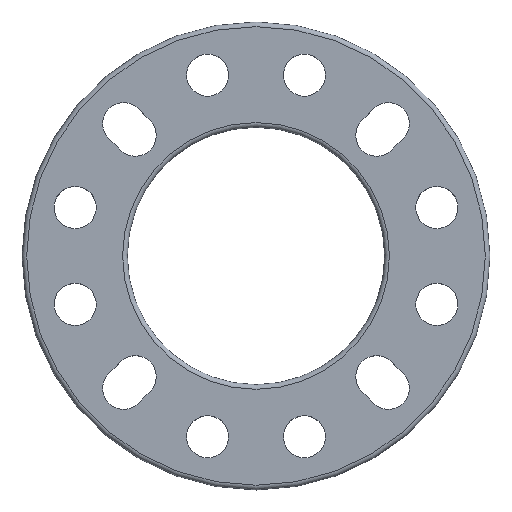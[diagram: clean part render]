
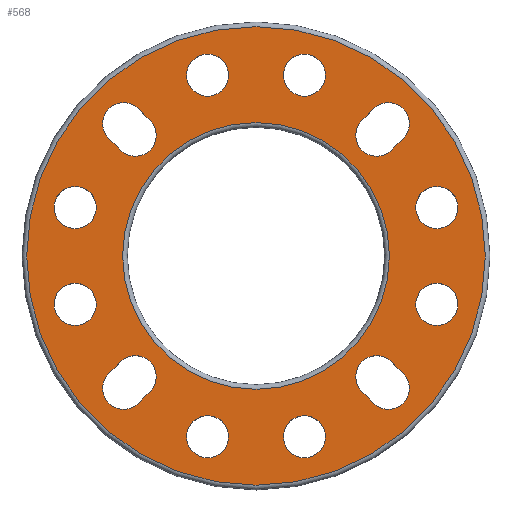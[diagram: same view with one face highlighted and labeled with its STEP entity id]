
A CAD part, top view. The second image highlights one B-rep face of the part: STEP entity #568.
In plain terms, the highlighted planar face has unit normal (0, 0, 1).
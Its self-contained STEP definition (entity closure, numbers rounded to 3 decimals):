
#22=LINE('',#928,#54);
#23=LINE('',#932,#55);
#24=LINE('',#936,#56);
#25=LINE('',#940,#57);
#26=LINE('',#944,#58);
#27=LINE('',#948,#59);
#28=LINE('',#952,#60);
#29=LINE('',#956,#61);
#54=VECTOR('',#758,7.);
#55=VECTOR('',#761,7.);
#56=VECTOR('',#764,7.);
#57=VECTOR('',#767,7.);
#58=VECTOR('',#770,7.);
#59=VECTOR('',#773,7.);
#60=VECTOR('',#776,7.);
#61=VECTOR('',#779,7.);
#79=PLANE('',#632);
#116=FACE_BOUND('',#197,.T.);
#117=FACE_BOUND('',#198,.T.);
#118=FACE_BOUND('',#199,.T.);
#119=FACE_BOUND('',#200,.T.);
#120=FACE_BOUND('',#201,.T.);
#121=FACE_BOUND('',#202,.T.);
#122=FACE_BOUND('',#203,.T.);
#123=FACE_BOUND('',#204,.T.);
#124=FACE_BOUND('',#205,.T.);
#125=FACE_BOUND('',#206,.T.);
#126=FACE_BOUND('',#207,.T.);
#127=FACE_BOUND('',#208,.T.);
#128=FACE_BOUND('',#209,.T.);
#129=FACE_BOUND('',#210,.T.);
#197=EDGE_LOOP('',(#444));
#198=EDGE_LOOP('',(#445));
#199=EDGE_LOOP('',(#446));
#200=EDGE_LOOP('',(#447));
#201=EDGE_LOOP('',(#448));
#202=EDGE_LOOP('',(#449));
#203=EDGE_LOOP('',(#450));
#204=EDGE_LOOP('',(#451));
#205=EDGE_LOOP('',(#452));
#206=EDGE_LOOP('',(#453,#454,#455,#456));
#207=EDGE_LOOP('',(#457,#458,#459,#460));
#208=EDGE_LOOP('',(#461,#462,#463,#464));
#209=EDGE_LOOP('',(#465,#466,#467,#468));
#210=EDGE_LOOP('',(#469));
#232=CIRCLE('',#592,9.);
#234=CIRCLE('',#595,9.);
#236=CIRCLE('',#598,9.);
#238=CIRCLE('',#601,9.);
#240=CIRCLE('',#604,9.);
#242=CIRCLE('',#607,9.);
#244=CIRCLE('',#610,9.);
#246=CIRCLE('',#613,9.);
#260=CIRCLE('',#631,57.);
#261=CIRCLE('',#633,98.);
#262=CIRCLE('',#634,9.);
#263=CIRCLE('',#635,9.);
#264=CIRCLE('',#636,9.);
#265=CIRCLE('',#637,9.);
#266=CIRCLE('',#638,9.);
#267=CIRCLE('',#639,9.);
#268=CIRCLE('',#640,9.);
#269=CIRCLE('',#641,9.);
#271=VERTEX_POINT('',#838);
#273=VERTEX_POINT('',#843);
#275=VERTEX_POINT('',#848);
#277=VERTEX_POINT('',#853);
#279=VERTEX_POINT('',#858);
#281=VERTEX_POINT('',#863);
#283=VERTEX_POINT('',#868);
#285=VERTEX_POINT('',#873);
#307=VERTEX_POINT('',#921);
#308=VERTEX_POINT('',#924);
#309=VERTEX_POINT('',#926);
#310=VERTEX_POINT('',#927);
#311=VERTEX_POINT('',#929);
#312=VERTEX_POINT('',#931);
#313=VERTEX_POINT('',#934);
#314=VERTEX_POINT('',#935);
#315=VERTEX_POINT('',#937);
#316=VERTEX_POINT('',#939);
#317=VERTEX_POINT('',#942);
#318=VERTEX_POINT('',#943);
#319=VERTEX_POINT('',#945);
#320=VERTEX_POINT('',#947);
#321=VERTEX_POINT('',#950);
#322=VERTEX_POINT('',#951);
#323=VERTEX_POINT('',#953);
#324=VERTEX_POINT('',#955);
#326=EDGE_CURVE('',#271,#271,#232,.T.);
#328=EDGE_CURVE('',#273,#273,#234,.T.);
#330=EDGE_CURVE('',#275,#275,#236,.T.);
#332=EDGE_CURVE('',#277,#277,#238,.T.);
#334=EDGE_CURVE('',#279,#279,#240,.T.);
#336=EDGE_CURVE('',#281,#281,#242,.T.);
#338=EDGE_CURVE('',#283,#283,#244,.T.);
#340=EDGE_CURVE('',#285,#285,#246,.T.);
#362=EDGE_CURVE('',#307,#307,#260,.T.);
#363=EDGE_CURVE('',#308,#308,#261,.T.);
#364=EDGE_CURVE('',#309,#310,#22,.T.);
#365=EDGE_CURVE('',#310,#311,#262,.T.);
#366=EDGE_CURVE('',#311,#312,#23,.T.);
#367=EDGE_CURVE('',#312,#309,#263,.T.);
#368=EDGE_CURVE('',#313,#314,#24,.T.);
#369=EDGE_CURVE('',#314,#315,#264,.T.);
#370=EDGE_CURVE('',#315,#316,#25,.T.);
#371=EDGE_CURVE('',#316,#313,#265,.T.);
#372=EDGE_CURVE('',#317,#318,#26,.T.);
#373=EDGE_CURVE('',#318,#319,#266,.T.);
#374=EDGE_CURVE('',#319,#320,#27,.T.);
#375=EDGE_CURVE('',#320,#317,#267,.T.);
#376=EDGE_CURVE('',#321,#322,#28,.T.);
#377=EDGE_CURVE('',#322,#323,#268,.T.);
#378=EDGE_CURVE('',#323,#324,#29,.T.);
#379=EDGE_CURVE('',#324,#321,#269,.T.);
#444=ORIENTED_EDGE('',*,*,#326,.T.);
#445=ORIENTED_EDGE('',*,*,#328,.T.);
#446=ORIENTED_EDGE('',*,*,#330,.T.);
#447=ORIENTED_EDGE('',*,*,#332,.T.);
#448=ORIENTED_EDGE('',*,*,#334,.T.);
#449=ORIENTED_EDGE('',*,*,#336,.T.);
#450=ORIENTED_EDGE('',*,*,#338,.T.);
#451=ORIENTED_EDGE('',*,*,#340,.T.);
#452=ORIENTED_EDGE('',*,*,#363,.F.);
#453=ORIENTED_EDGE('',*,*,#364,.T.);
#454=ORIENTED_EDGE('',*,*,#365,.T.);
#455=ORIENTED_EDGE('',*,*,#366,.T.);
#456=ORIENTED_EDGE('',*,*,#367,.T.);
#457=ORIENTED_EDGE('',*,*,#368,.T.);
#458=ORIENTED_EDGE('',*,*,#369,.T.);
#459=ORIENTED_EDGE('',*,*,#370,.T.);
#460=ORIENTED_EDGE('',*,*,#371,.T.);
#461=ORIENTED_EDGE('',*,*,#372,.T.);
#462=ORIENTED_EDGE('',*,*,#373,.T.);
#463=ORIENTED_EDGE('',*,*,#374,.T.);
#464=ORIENTED_EDGE('',*,*,#375,.T.);
#465=ORIENTED_EDGE('',*,*,#376,.T.);
#466=ORIENTED_EDGE('',*,*,#377,.T.);
#467=ORIENTED_EDGE('',*,*,#378,.T.);
#468=ORIENTED_EDGE('',*,*,#379,.T.);
#469=ORIENTED_EDGE('',*,*,#362,.F.);
#568=ADVANCED_FACE('',(#116,#117,#118,#119,#120,#121,#122,#123,#124,#125,
#126,#127,#128,#129),#79,.F.);
#592=AXIS2_PLACEMENT_3D('',#839,#666,#667);
#595=AXIS2_PLACEMENT_3D('',#844,#672,#673);
#598=AXIS2_PLACEMENT_3D('',#849,#678,#679);
#601=AXIS2_PLACEMENT_3D('',#854,#684,#685);
#604=AXIS2_PLACEMENT_3D('',#859,#690,#691);
#607=AXIS2_PLACEMENT_3D('',#864,#696,#697);
#610=AXIS2_PLACEMENT_3D('',#869,#702,#703);
#613=AXIS2_PLACEMENT_3D('',#874,#708,#709);
#631=AXIS2_PLACEMENT_3D('',#922,#752,#753);
#632=AXIS2_PLACEMENT_3D('',#923,#754,#755);
#633=AXIS2_PLACEMENT_3D('',#925,#756,#757);
#634=AXIS2_PLACEMENT_3D('',#930,#759,#760);
#635=AXIS2_PLACEMENT_3D('',#933,#762,#763);
#636=AXIS2_PLACEMENT_3D('',#938,#765,#766);
#637=AXIS2_PLACEMENT_3D('',#941,#768,#769);
#638=AXIS2_PLACEMENT_3D('',#946,#771,#772);
#639=AXIS2_PLACEMENT_3D('',#949,#774,#775);
#640=AXIS2_PLACEMENT_3D('',#954,#777,#778);
#641=AXIS2_PLACEMENT_3D('',#957,#780,#781);
#666=DIRECTION('center_axis',(0.,0.,-1.));
#667=DIRECTION('ref_axis',(-0.5,-0.866,0.));
#672=DIRECTION('center_axis',(0.,0.,-1.));
#673=DIRECTION('ref_axis',(-0.866,0.5,0.));
#678=DIRECTION('center_axis',(0.,0.,-1.));
#679=DIRECTION('ref_axis',(0.5,0.866,0.));
#684=DIRECTION('center_axis',(0.,0.,-1.));
#685=DIRECTION('ref_axis',(0.,-1.,0.));
#690=DIRECTION('center_axis',(0.,0.,-1.));
#691=DIRECTION('ref_axis',(-1.,0.,0.));
#696=DIRECTION('center_axis',(0.,0.,-1.));
#697=DIRECTION('ref_axis',(0.,1.,0.));
#702=DIRECTION('center_axis',(0.,0.,-1.));
#703=DIRECTION('ref_axis',(0.866,-0.5,0.));
#708=DIRECTION('center_axis',(0.,0.,-1.));
#709=DIRECTION('ref_axis',(1.,0.,0.));
#752=DIRECTION('center_axis',(0.,0.,1.));
#753=DIRECTION('ref_axis',(-1.,0.,0.));
#754=DIRECTION('center_axis',(0.,0.,-1.));
#755=DIRECTION('ref_axis',(-1.,0.,0.));
#756=DIRECTION('center_axis',(0.,0.,-1.));
#757=DIRECTION('ref_axis',(-1.,0.,0.));
#758=DIRECTION('',(0.707,0.707,0.));
#759=DIRECTION('center_axis',(0.,0.,-1.));
#760=DIRECTION('ref_axis',(0.707,-0.707,0.));
#761=DIRECTION('',(-0.707,-0.707,0.));
#762=DIRECTION('center_axis',(0.,0.,-1.));
#763=DIRECTION('ref_axis',(-0.707,0.707,0.));
#764=DIRECTION('',(0.707,-0.707,0.));
#765=DIRECTION('center_axis',(0.,0.,-1.));
#766=DIRECTION('ref_axis',(-0.707,-0.707,0.));
#767=DIRECTION('',(-0.707,0.707,0.));
#768=DIRECTION('center_axis',(0.,0.,-1.));
#769=DIRECTION('ref_axis',(0.707,0.707,0.));
#770=DIRECTION('',(-0.707,-0.707,0.));
#771=DIRECTION('center_axis',(0.,0.,-1.));
#772=DIRECTION('ref_axis',(-0.707,0.707,0.));
#773=DIRECTION('',(0.707,0.707,0.));
#774=DIRECTION('center_axis',(0.,0.,-1.));
#775=DIRECTION('ref_axis',(0.707,-0.707,0.));
#776=DIRECTION('',(0.707,-0.707,0.));
#777=DIRECTION('center_axis',(0.,0.,-1.));
#778=DIRECTION('ref_axis',(-0.707,-0.707,0.));
#779=DIRECTION('',(-0.707,0.707,0.));
#780=DIRECTION('center_axis',(0.,0.,-1.));
#781=DIRECTION('ref_axis',(0.707,0.707,0.));
#838=CARTESIAN_POINT('',(72.774,-28.5,20.));
#839=CARTESIAN_POINT('Origin',(77.274,-20.706,20.));
#843=CARTESIAN_POINT('',(-28.5,-72.774,20.));
#844=CARTESIAN_POINT('Origin',(-20.706,-77.274,20.));
#848=CARTESIAN_POINT('',(-72.774,28.5,20.));
#849=CARTESIAN_POINT('Origin',(-77.274,20.706,20.));
#853=CARTESIAN_POINT('',(77.274,11.706,20.));
#854=CARTESIAN_POINT('Origin',(77.274,20.706,20.));
#858=CARTESIAN_POINT('',(11.706,-77.274,20.));
#859=CARTESIAN_POINT('Origin',(20.706,-77.274,20.));
#863=CARTESIAN_POINT('',(-77.274,-11.706,20.));
#864=CARTESIAN_POINT('Origin',(-77.274,-20.706,20.));
#868=CARTESIAN_POINT('',(28.5,72.774,20.));
#869=CARTESIAN_POINT('Origin',(20.706,77.274,20.));
#873=CARTESIAN_POINT('',(-11.706,77.274,20.));
#874=CARTESIAN_POINT('Origin',(-20.706,77.274,20.));
#921=CARTESIAN_POINT('',(57.,0.,20.));
#922=CARTESIAN_POINT('Origin',(0.,0.,20.));
#923=CARTESIAN_POINT('Origin',(0.,0.,20.));
#924=CARTESIAN_POINT('',(98.,0.,20.));
#925=CARTESIAN_POINT('Origin',(0.,0.,20.));
#926=CARTESIAN_POINT('',(45.255,57.983,20.));
#927=CARTESIAN_POINT('',(50.205,62.933,20.));
#928=CARTESIAN_POINT('',(21.92,34.648,20.));
#929=CARTESIAN_POINT('',(62.933,50.205,20.));
#930=CARTESIAN_POINT('Origin',(56.569,56.569,20.));
#931=CARTESIAN_POINT('',(57.983,45.255,20.));
#932=CARTESIAN_POINT('',(32.173,19.445,20.));
#933=CARTESIAN_POINT('Origin',(51.619,51.619,20.));
#934=CARTESIAN_POINT('',(57.983,-45.255,20.));
#935=CARTESIAN_POINT('',(62.933,-50.205,20.));
#936=CARTESIAN_POINT('',(34.648,-21.92,20.));
#937=CARTESIAN_POINT('',(50.205,-62.933,20.));
#938=CARTESIAN_POINT('Origin',(56.569,-56.569,20.));
#939=CARTESIAN_POINT('',(45.255,-57.983,20.));
#940=CARTESIAN_POINT('',(19.445,-32.173,20.));
#941=CARTESIAN_POINT('Origin',(51.619,-51.619,20.));
#942=CARTESIAN_POINT('',(-45.255,-57.983,20.));
#943=CARTESIAN_POINT('',(-50.205,-62.933,20.));
#944=CARTESIAN_POINT('',(-21.92,-34.648,20.));
#945=CARTESIAN_POINT('',(-62.933,-50.205,20.));
#946=CARTESIAN_POINT('Origin',(-56.569,-56.569,20.));
#947=CARTESIAN_POINT('',(-57.983,-45.255,20.));
#948=CARTESIAN_POINT('',(-32.173,-19.445,20.));
#949=CARTESIAN_POINT('Origin',(-51.619,-51.619,20.));
#950=CARTESIAN_POINT('',(-50.205,62.933,20.));
#951=CARTESIAN_POINT('',(-45.255,57.983,20.));
#952=CARTESIAN_POINT('',(-19.445,32.173,20.));
#953=CARTESIAN_POINT('',(-57.983,45.255,20.));
#954=CARTESIAN_POINT('Origin',(-51.619,51.619,20.));
#955=CARTESIAN_POINT('',(-62.933,50.205,20.));
#956=CARTESIAN_POINT('',(-34.648,21.92,20.));
#957=CARTESIAN_POINT('Origin',(-56.569,56.569,20.));
